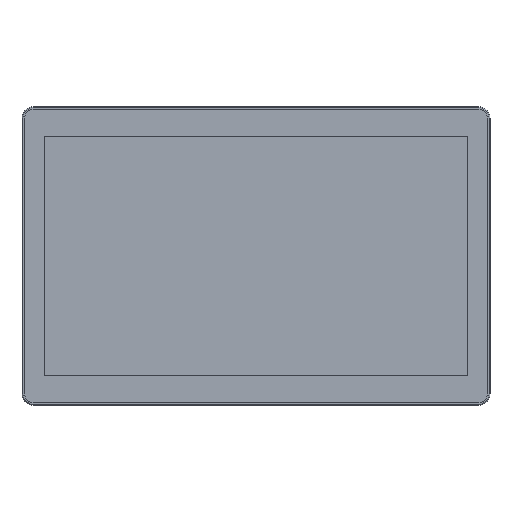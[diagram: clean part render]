
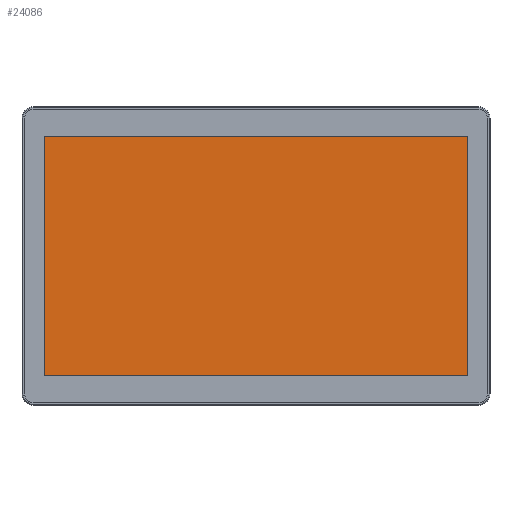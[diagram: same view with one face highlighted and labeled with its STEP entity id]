
A CAD part, top view. The second image highlights one B-rep face of the part: STEP entity #24086.
In plain terms, the highlighted planar face has unit normal (0, 0, 1).
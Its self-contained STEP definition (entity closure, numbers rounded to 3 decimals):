
#142 = DIRECTION ( 'NONE',  ( 1., 0., 0. ) ) ;
#252 = CARTESIAN_POINT ( 'NONE',  ( 239.9, -135.6, 4.05 ) ) ;
#2241 = CARTESIAN_POINT ( 'NONE',  ( 239.9, -135.6, 4.05 ) ) ;
#2357 = EDGE_LOOP ( 'NONE', ( #24989, #30925, #6826, #4701 ) ) ;
#2538 = CARTESIAN_POINT ( 'NONE',  ( -239.9, -135.6, 4.05 ) ) ;
#4516 = DIRECTION ( 'NONE',  ( 0., -1., 0. ) ) ;
#4701 = ORIENTED_EDGE ( 'NONE', *, *, #11645, .T. ) ;
#4707 = CARTESIAN_POINT ( 'NONE',  ( -239.9, 135.6, 4.05 ) ) ;
#4717 = LINE ( 'NONE', #4707, #16998 ) ;
#5347 = FACE_OUTER_BOUND ( 'NONE', #2357, .T. ) ;
#6789 = DIRECTION ( 'NONE',  ( -1., 0., 0. ) ) ;
#6826 = ORIENTED_EDGE ( 'NONE', *, *, #11319, .T. ) ;
#6908 = CARTESIAN_POINT ( 'NONE',  ( 239.9, 135.6, 4.05 ) ) ;
#7579 = VERTEX_POINT ( 'NONE', #2241 ) ;
#7584 = CARTESIAN_POINT ( 'NONE',  ( 239.9, 135.6, 4.05 ) ) ;
#8436 = EDGE_CURVE ( 'NONE', #23534, #26693, #17981, .T. ) ;
#9123 = VERTEX_POINT ( 'NONE', #2538 ) ;
#10241 = VECTOR ( 'NONE', #23264, 1000. ) ;
#10508 = CARTESIAN_POINT ( 'NONE',  ( -239.9, 135.6, 4.05 ) ) ;
#11319 = EDGE_CURVE ( 'NONE', #9123, #7579, #29380, .T. ) ;
#11645 = EDGE_CURVE ( 'NONE', #7579, #23534, #25835, .T. ) ;
#15977 = EDGE_CURVE ( 'NONE', #26693, #9123, #4717, .T. ) ;
#16998 = VECTOR ( 'NONE', #4516, 1000. ) ;
#17981 = LINE ( 'NONE', #6908, #19706 ) ;
#19706 = VECTOR ( 'NONE', #6789, 1000. ) ;
#20371 = DIRECTION ( 'NONE',  ( 1., 0., 0. ) ) ;
#20403 = DIRECTION ( 'NONE',  ( 0., 0., 1. ) ) ;
#20562 = CARTESIAN_POINT ( 'NONE',  ( 0., 0., 4.05 ) ) ;
#21192 = PLANE ( 'NONE',  #27839 ) ;
#23264 = DIRECTION ( 'NONE',  ( 0., 1., 0. ) ) ;
#23534 = VERTEX_POINT ( 'NONE', #7584 ) ;
#24086 = ADVANCED_FACE ( 'NONE', ( #5347 ), #21192, .T. ) ;
#24989 = ORIENTED_EDGE ( 'NONE', *, *, #8436, .T. ) ;
#25835 = LINE ( 'NONE', #252, #10241 ) ;
#26693 = VERTEX_POINT ( 'NONE', #10508 ) ;
#27839 = AXIS2_PLACEMENT_3D ( 'NONE', #20562, #20403, #20371 ) ;
#28252 = VECTOR ( 'NONE', #142, 1000. ) ;
#29380 = LINE ( 'NONE', #30572, #28252 ) ;
#30572 = CARTESIAN_POINT ( 'NONE',  ( -239.9, -135.6, 4.05 ) ) ;
#30925 = ORIENTED_EDGE ( 'NONE', *, *, #15977, .T. ) ;
